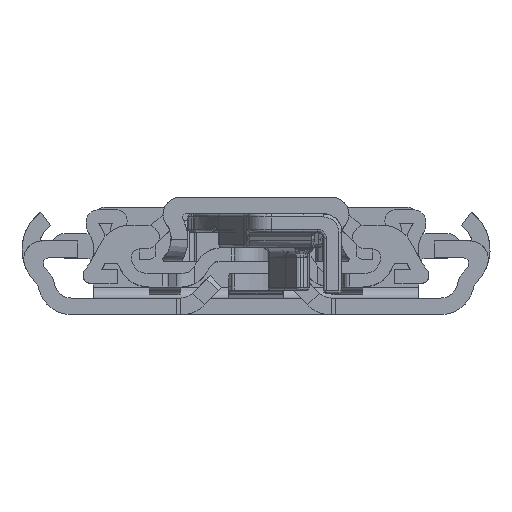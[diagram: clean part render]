
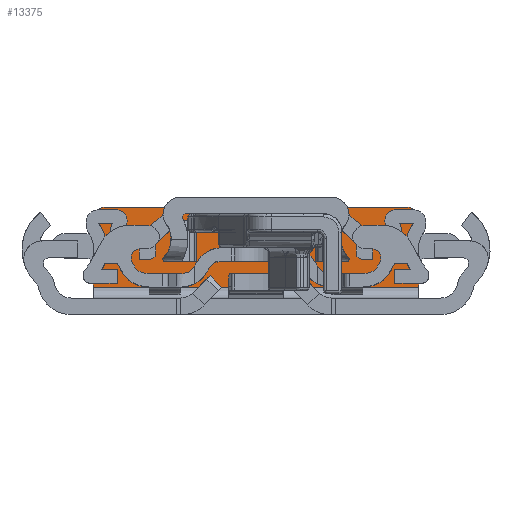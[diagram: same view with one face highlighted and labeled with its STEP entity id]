
A CAD part, front view. The second image highlights one B-rep face of the part: STEP entity #13375.
In plain terms, the highlighted planar face has unit normal (0, -1, 0).
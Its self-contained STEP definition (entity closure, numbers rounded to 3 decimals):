
#520=PLANE('',#14386);
#844=FACE_OUTER_BOUND('',#1636,.T.);
#1636=EDGE_LOOP('',(#9139,#9140,#9141,#9142,#9143,#9144));
#2523=LINE('',#20426,#3619);
#2526=LINE('',#20434,#3622);
#2527=LINE('',#20438,#3623);
#2528=LINE('',#20439,#3624);
#3619=VECTOR('',#16199,10.);
#3622=VECTOR('',#16208,10.);
#3623=VECTOR('',#16211,10.);
#3624=VECTOR('',#16212,10.);
#4681=CIRCLE('',#14382,2.);
#4684=CIRCLE('',#14387,2.);
#5543=VERTEX_POINT('',#20419);
#5544=VERTEX_POINT('',#20421);
#5545=VERTEX_POINT('',#20425);
#5547=VERTEX_POINT('',#20433);
#5548=VERTEX_POINT('',#20435);
#5549=VERTEX_POINT('',#20437);
#6919=EDGE_CURVE('',#5543,#5544,#4681,.T.);
#6921=EDGE_CURVE('',#5545,#5544,#2523,.T.);
#6926=EDGE_CURVE('',#5547,#5543,#2526,.T.);
#6927=EDGE_CURVE('',#5548,#5547,#4684,.T.);
#6928=EDGE_CURVE('',#5548,#5549,#2527,.T.);
#6929=EDGE_CURVE('',#5549,#5545,#2528,.T.);
#9139=ORIENTED_EDGE('',*,*,#6919,.F.);
#9140=ORIENTED_EDGE('',*,*,#6926,.F.);
#9141=ORIENTED_EDGE('',*,*,#6927,.F.);
#9142=ORIENTED_EDGE('',*,*,#6928,.T.);
#9143=ORIENTED_EDGE('',*,*,#6929,.T.);
#9144=ORIENTED_EDGE('',*,*,#6921,.T.);
#13375=ADVANCED_FACE('',(#844),#520,.T.);
#14382=AXIS2_PLACEMENT_3D('',#20422,#16194,#16195);
#14386=AXIS2_PLACEMENT_3D('',#20432,#16206,#16207);
#14387=AXIS2_PLACEMENT_3D('',#20436,#16209,#16210);
#16194=DIRECTION('center_axis',(0.,1.,0.));
#16195=DIRECTION('ref_axis',(0.707,0.,0.707));
#16199=DIRECTION('',(0.,0.,1.));
#16206=DIRECTION('center_axis',(0.,-1.,0.));
#16207=DIRECTION('ref_axis',(0.,0.,-1.));
#16208=DIRECTION('',(1.,0.,0.));
#16209=DIRECTION('center_axis',(0.,1.,0.));
#16210=DIRECTION('ref_axis',(-0.707,0.,0.707));
#16211=DIRECTION('',(0.,0.,-1.));
#16212=DIRECTION('',(1.,0.,0.));
#20419=CARTESIAN_POINT('',(24.5,897.3,17.5));
#20421=CARTESIAN_POINT('',(26.5,897.3,15.5));
#20422=CARTESIAN_POINT('Origin',(24.5,897.3,15.5));
#20425=CARTESIAN_POINT('',(26.5,897.3,4.5));
#20426=CARTESIAN_POINT('',(26.5,897.3,17.5));
#20432=CARTESIAN_POINT('Origin',(0.,897.3,4.5));
#20433=CARTESIAN_POINT('',(-24.5,897.3,17.5));
#20434=CARTESIAN_POINT('',(0.,897.3,17.5));
#20435=CARTESIAN_POINT('',(-26.5,897.3,15.5));
#20436=CARTESIAN_POINT('Origin',(-24.5,897.3,15.5));
#20437=CARTESIAN_POINT('',(-26.5,897.3,4.5));
#20438=CARTESIAN_POINT('',(-26.5,897.3,17.5));
#20439=CARTESIAN_POINT('',(0.,897.3,4.5));
